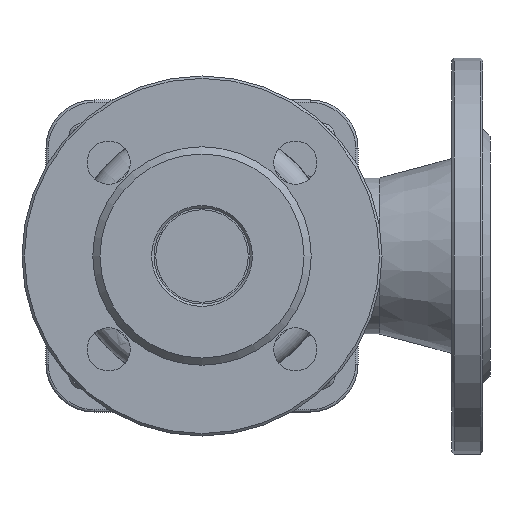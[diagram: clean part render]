
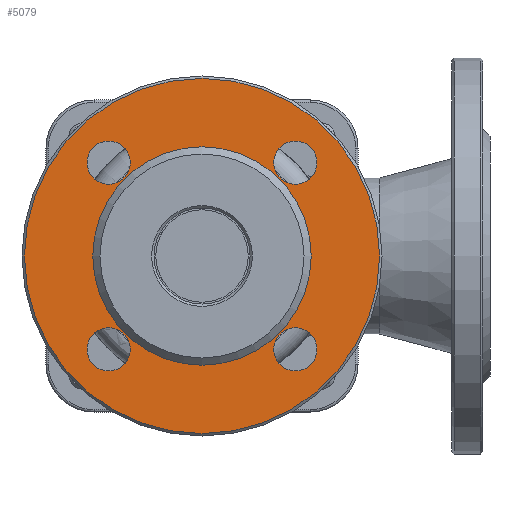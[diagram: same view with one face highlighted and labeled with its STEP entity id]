
A CAD part, front view. The second image highlights one B-rep face of the part: STEP entity #5079.
In plain terms, the highlighted planar face has unit normal (0, -1, 0).
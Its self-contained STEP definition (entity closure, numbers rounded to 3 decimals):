
#231=FACE_BOUND('',#921,.T.);
#232=FACE_BOUND('',#922,.T.);
#233=FACE_BOUND('',#923,.T.);
#234=FACE_BOUND('',#924,.T.);
#235=FACE_BOUND('',#925,.T.);
#329=PLANE('',#5702);
#567=FACE_OUTER_BOUND('',#920,.T.);
#920=EDGE_LOOP('',(#3911));
#921=EDGE_LOOP('',(#3912));
#922=EDGE_LOOP('',(#3913));
#923=EDGE_LOOP('',(#3914));
#924=EDGE_LOOP('',(#3915));
#925=EDGE_LOOP('',(#3916));
#1259=CIRCLE('',#5700,45.5);
#1261=CIRCLE('',#5703,74.);
#1262=CIRCLE('',#5704,9.);
#1263=CIRCLE('',#5705,9.);
#1264=CIRCLE('',#5706,9.);
#1265=CIRCLE('',#5707,9.);
#2276=VERTEX_POINT('',#9789);
#2278=VERTEX_POINT('',#9795);
#2279=VERTEX_POINT('',#9797);
#2280=VERTEX_POINT('',#9799);
#2281=VERTEX_POINT('',#9801);
#2282=VERTEX_POINT('',#9803);
#2850=EDGE_CURVE('',#2276,#2276,#1259,.T.);
#2853=EDGE_CURVE('',#2278,#2278,#1261,.T.);
#2854=EDGE_CURVE('',#2279,#2279,#1262,.T.);
#2855=EDGE_CURVE('',#2280,#2280,#1263,.T.);
#2856=EDGE_CURVE('',#2281,#2281,#1264,.T.);
#2857=EDGE_CURVE('',#2282,#2282,#1265,.T.);
#3911=ORIENTED_EDGE('',*,*,#2853,.F.);
#3912=ORIENTED_EDGE('',*,*,#2854,.F.);
#3913=ORIENTED_EDGE('',*,*,#2855,.F.);
#3914=ORIENTED_EDGE('',*,*,#2856,.F.);
#3915=ORIENTED_EDGE('',*,*,#2857,.F.);
#3916=ORIENTED_EDGE('',*,*,#2850,.F.);
#5079=ADVANCED_FACE('',(#567,#231,#232,#233,#234,#235),#329,.F.);
#5700=AXIS2_PLACEMENT_3D('',#9790,#6746,#6747);
#5702=AXIS2_PLACEMENT_3D('',#9794,#6751,#6752);
#5703=AXIS2_PLACEMENT_3D('',#9796,#6753,#6754);
#5704=AXIS2_PLACEMENT_3D('',#9798,#6755,#6756);
#5705=AXIS2_PLACEMENT_3D('',#9800,#6757,#6758);
#5706=AXIS2_PLACEMENT_3D('',#9802,#6759,#6760);
#5707=AXIS2_PLACEMENT_3D('',#9804,#6761,#6762);
#6746=DIRECTION('center_axis',(0.,-1.,0.));
#6747=DIRECTION('ref_axis',(1.,0.,0.));
#6751=DIRECTION('center_axis',(0.,1.,0.));
#6752=DIRECTION('ref_axis',(0.,0.,1.));
#6753=DIRECTION('center_axis',(0.,1.,0.));
#6754=DIRECTION('ref_axis',(-1.,0.,0.));
#6755=DIRECTION('center_axis',(0.,-1.,0.));
#6756=DIRECTION('ref_axis',(-1.,0.,0.));
#6757=DIRECTION('center_axis',(0.,-1.,0.));
#6758=DIRECTION('ref_axis',(-1.,0.,0.));
#6759=DIRECTION('center_axis',(0.,-1.,0.));
#6760=DIRECTION('ref_axis',(-1.,0.,0.));
#6761=DIRECTION('center_axis',(0.,-1.,0.));
#6762=DIRECTION('ref_axis',(-1.,0.,0.));
#9789=CARTESIAN_POINT('',(-45.5,3.,0.));
#9790=CARTESIAN_POINT('Origin',(0.,3.,0.));
#9794=CARTESIAN_POINT('Origin',(0.,3.,0.));
#9795=CARTESIAN_POINT('',(74.,3.,0.));
#9796=CARTESIAN_POINT('Origin',(0.,3.,0.));
#9797=CARTESIAN_POINT('',(47.891,3.,38.891));
#9798=CARTESIAN_POINT('Origin',(38.891,3.,38.891));
#9799=CARTESIAN_POINT('',(47.891,3.,-38.891));
#9800=CARTESIAN_POINT('Origin',(38.891,3.,-38.891));
#9801=CARTESIAN_POINT('',(-29.891,3.,-38.891));
#9802=CARTESIAN_POINT('Origin',(-38.891,3.,-38.891));
#9803=CARTESIAN_POINT('',(-29.891,3.,38.891));
#9804=CARTESIAN_POINT('Origin',(-38.891,3.,38.891));
